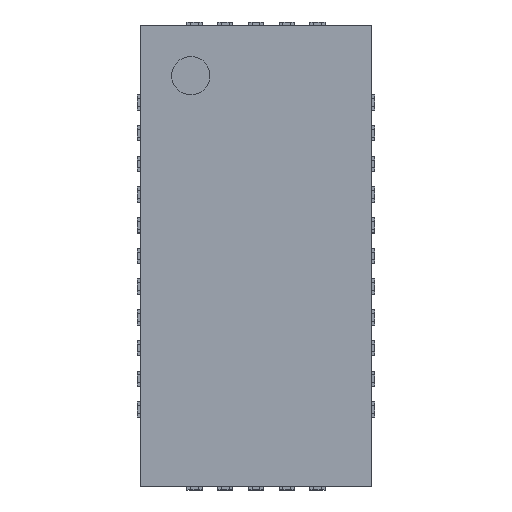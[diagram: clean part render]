
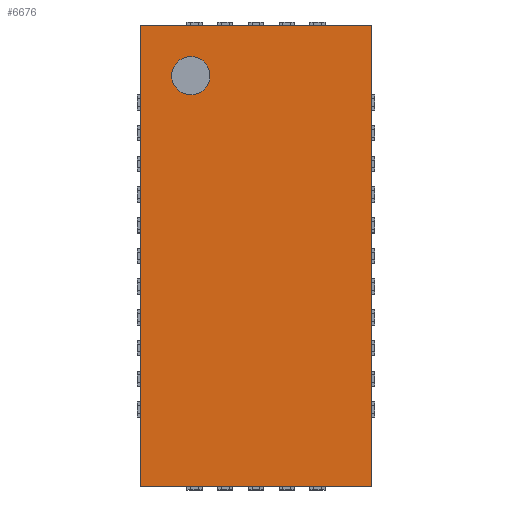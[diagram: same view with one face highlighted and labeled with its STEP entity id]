
A CAD part, top view. The second image highlights one B-rep face of the part: STEP entity #6676.
In plain terms, the highlighted planar face has unit normal (0, 0, 1).
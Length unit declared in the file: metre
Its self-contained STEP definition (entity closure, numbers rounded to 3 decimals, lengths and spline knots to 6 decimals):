
#21=CIRCLE('',#7074,0.00025);
#568=ORIENTED_EDGE('',*,*,#2474,.F.);
#569=ORIENTED_EDGE('',*,*,#2347,.F.);
#570=ORIENTED_EDGE('',*,*,#2433,.F.);
#571=ORIENTED_EDGE('',*,*,#2446,.F.);
#572=ORIENTED_EDGE('',*,*,#2105,.T.);
#2105=EDGE_CURVE('',#3094,#3093,#3754,.T.);
#2347=EDGE_CURVE('',#3311,#3093,#3996,.T.);
#2433=EDGE_CURVE('',#3368,#3311,#4082,.T.);
#2446=EDGE_CURVE('',#3094,#3368,#4095,.T.);
#2474=EDGE_CURVE('',#3395,#3395,#21,.T.);
#3093=VERTEX_POINT('',#9248);
#3094=VERTEX_POINT('',#9250);
#3311=VERTEX_POINT('',#9720);
#3368=VERTEX_POINT('',#9864);
#3395=VERTEX_POINT('',#9935);
#3754=LINE('',#9249,#4741);
#3996=LINE('',#9721,#4983);
#4082=LINE('',#9865,#5069);
#4095=LINE('',#9887,#5082);
#4741=VECTOR('',#7516,1.);
#4983=VECTOR('',#7782,1.);
#5069=VECTOR('',#7870,1.);
#5082=VECTOR('',#7885,1.);
#5670=EDGE_LOOP('',(#568));
#5671=EDGE_LOOP('',(#569,#570,#571,#572));
#6007=FACE_BOUND('',#5670,.T.);
#6008=FACE_BOUND('',#5671,.T.);
#6343=PLANE('',#7073);
#6676=ADVANCED_FACE('',(#6007,#6008),#6343,.T.);
#7073=AXIS2_PLACEMENT_3D('',#9933,#7913,#7914);
#7074=AXIS2_PLACEMENT_3D('',#9934,#7915,#7916);
#7516=DIRECTION('',(0.,-1.,0.));
#7782=DIRECTION('',(-1.,0.,0.));
#7870=DIRECTION('',(0.,-1.,0.));
#7885=DIRECTION('',(1.,0.,0.));
#7913=DIRECTION('',(0.,0.,1.));
#7914=DIRECTION('',(1.,0.,0.));
#7915=DIRECTION('',(0.,0.,1.));
#7916=DIRECTION('',(1.,0.,0.));
#9248=CARTESIAN_POINT('',(-0.0015,-0.003,0.00075));
#9249=CARTESIAN_POINT('',(-0.0015,0.,0.00075));
#9250=CARTESIAN_POINT('',(-0.0015,0.003,0.00075));
#9720=CARTESIAN_POINT('',(0.0015,-0.003,0.00075));
#9721=CARTESIAN_POINT('',(0.,-0.003,0.00075));
#9864=CARTESIAN_POINT('',(0.0015,0.003,0.00075));
#9865=CARTESIAN_POINT('',(0.0015,0.,0.00075));
#9887=CARTESIAN_POINT('',(0.,0.003,0.00075));
#9933=CARTESIAN_POINT('',(0.,0.,0.00075));
#9934=CARTESIAN_POINT('',(-0.00085,0.00235,0.00075));
#9935=CARTESIAN_POINT('',(-0.0006,0.00235,0.00075));
